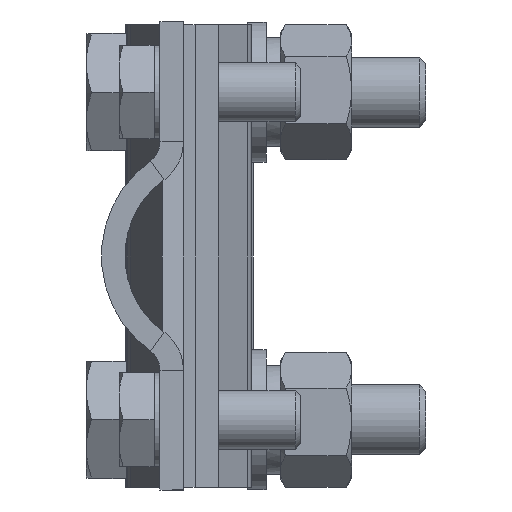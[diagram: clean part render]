
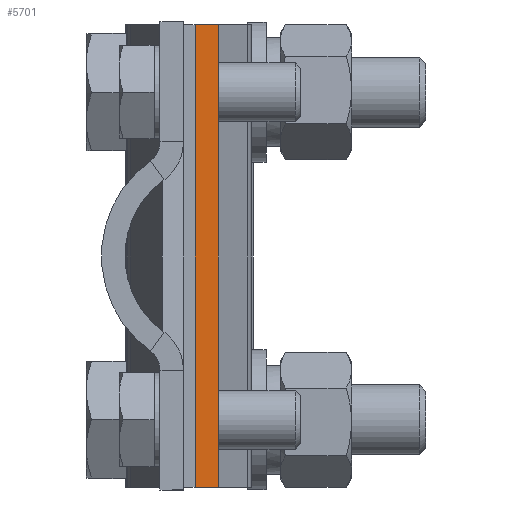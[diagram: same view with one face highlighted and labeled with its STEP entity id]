
A CAD part, left-side view. The second image highlights one B-rep face of the part: STEP entity #5701.
In plain terms, the highlighted face is planar.
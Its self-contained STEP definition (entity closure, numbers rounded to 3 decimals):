
#94 = LINE ( 'NONE', #8810, #8429 ) ;
#138 = DIRECTION ( 'NONE',  ( -1., 0., 0. ) ) ;
#351 = CARTESIAN_POINT ( 'NONE',  ( 39.5, 2., 0. ) ) ;
#792 = DIRECTION ( 'NONE',  ( -1., 0., 0. ) ) ;
#1507 = CARTESIAN_POINT ( 'NONE',  ( 0., 2., 0. ) ) ;
#2147 = EDGE_LOOP ( 'NONE', ( #8041, #6560, #7079, #5420 ) ) ;
#2159 = DIRECTION ( 'NONE',  ( 0., 0., 1. ) ) ;
#2269 = DIRECTION ( 'NONE',  ( 1., 0., 0. ) ) ;
#2496 = VERTEX_POINT ( 'NONE', #4854 ) ;
#2827 = PLANE ( 'NONE',  #7746 ) ;
#3901 = LINE ( 'NONE', #7020, #8916 ) ;
#4189 = DIRECTION ( 'NONE',  ( 0., -1., 0. ) ) ;
#4584 = FACE_OUTER_BOUND ( 'NONE', #2147, .T. ) ;
#4664 = DIRECTION ( 'NONE',  ( 0., -1., 0. ) ) ;
#4854 = CARTESIAN_POINT ( 'NONE',  ( 39.5, 0., 0. ) ) ;
#5166 = VECTOR ( 'NONE', #4189, 1000. ) ;
#5420 = ORIENTED_EDGE ( 'NONE', *, *, #10179, .T. ) ;
#5701 = ADVANCED_FACE ( 'NONE', ( #4584 ), #2827, .F. ) ;
#5806 = CARTESIAN_POINT ( 'NONE',  ( 0., 2., 0. ) ) ;
#6290 = VECTOR ( 'NONE', #4664, 1000. ) ;
#6460 = VERTEX_POINT ( 'NONE', #8194 ) ;
#6560 = ORIENTED_EDGE ( 'NONE', *, *, #8210, .F. ) ;
#6817 = EDGE_CURVE ( 'NONE', #2496, #6460, #94, .T. ) ;
#7002 = VERTEX_POINT ( 'NONE', #5806 ) ;
#7020 = CARTESIAN_POINT ( 'NONE',  ( 0., 2., 0. ) ) ;
#7079 = ORIENTED_EDGE ( 'NONE', *, *, #7737, .F. ) ;
#7707 = CARTESIAN_POINT ( 'NONE',  ( 0., 2., 0. ) ) ;
#7737 = EDGE_CURVE ( 'NONE', #10188, #7002, #3901, .T. ) ;
#7746 = AXIS2_PLACEMENT_3D ( 'NONE', #7707, #2159, #2269 ) ;
#8041 = ORIENTED_EDGE ( 'NONE', *, *, #6817, .T. ) ;
#8085 = CARTESIAN_POINT ( 'NONE',  ( 39.5, 2., 0. ) ) ;
#8194 = CARTESIAN_POINT ( 'NONE',  ( 0., 0., 0. ) ) ;
#8210 = EDGE_CURVE ( 'NONE', #7002, #6460, #8565, .T. ) ;
#8429 = VECTOR ( 'NONE', #138, 1000. ) ;
#8565 = LINE ( 'NONE', #1507, #6290 ) ;
#8810 = CARTESIAN_POINT ( 'NONE',  ( 0., 0., 0. ) ) ;
#8867 = LINE ( 'NONE', #8085, #5166 ) ;
#8916 = VECTOR ( 'NONE', #792, 1000. ) ;
#10179 = EDGE_CURVE ( 'NONE', #10188, #2496, #8867, .T. ) ;
#10188 = VERTEX_POINT ( 'NONE', #351 ) ;
